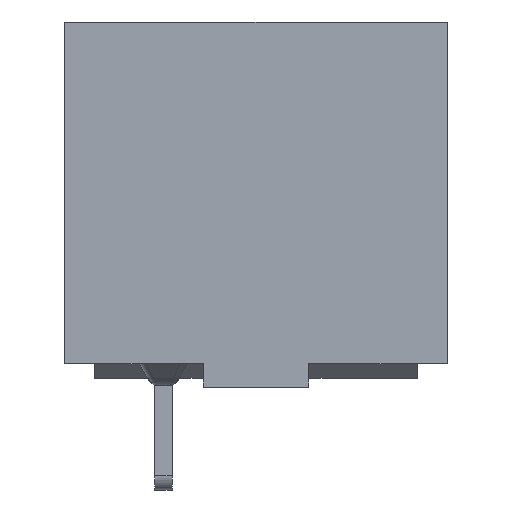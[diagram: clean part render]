
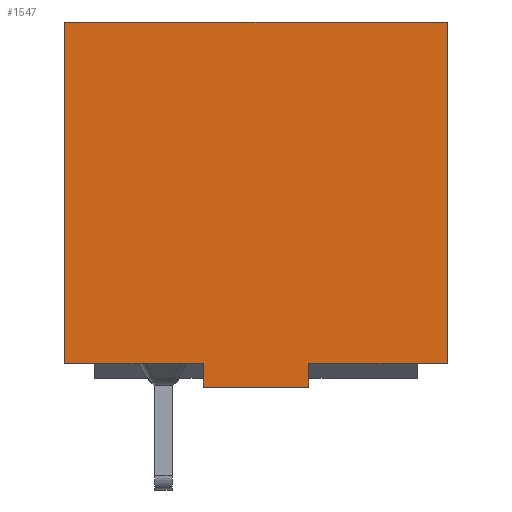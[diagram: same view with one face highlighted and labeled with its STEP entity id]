
A CAD part, front view. The second image highlights one B-rep face of the part: STEP entity #1547.
In plain terms, the highlighted planar face has unit normal (0, -1, 0).
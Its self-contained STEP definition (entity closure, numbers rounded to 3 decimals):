
#810 = VERTEX_POINT('',#811);
#811 = CARTESIAN_POINT('',(-8.255,-13.094,1.116));
#817 = EDGE_CURVE('',#810,#818,#820,.T.);
#818 = VERTEX_POINT('',#819);
#819 = CARTESIAN_POINT('',(-2.286,-13.094,1.116));
#820 = LINE('',#821,#822);
#821 = CARTESIAN_POINT('',(-8.255,-13.094,1.116));
#822 = VECTOR('',#823,1.);
#823 = DIRECTION('',(1.,0.,0.));
#1214 = EDGE_CURVE('',#1215,#818,#1217,.T.);
#1215 = VERTEX_POINT('',#1216);
#1216 = CARTESIAN_POINT('',(-2.286,-13.094,0.1));
#1217 = LINE('',#1218,#1219);
#1218 = CARTESIAN_POINT('',(-2.286,-13.094,0.1));
#1219 = VECTOR('',#1220,1.);
#1220 = DIRECTION('',(0.,0.,1.));
#1547 = ADVANCED_FACE('',(#1548),#1598,.T.);
#1548 = FACE_BOUND('',#1549,.F.);
#1549 = EDGE_LOOP('',(#1550,#1551,#1559,#1567,#1575,#1583,#1591,#1597));
#1550 = ORIENTED_EDGE('',*,*,#817,.F.);
#1551 = ORIENTED_EDGE('',*,*,#1552,.T.);
#1552 = EDGE_CURVE('',#810,#1553,#1555,.T.);
#1553 = VERTEX_POINT('',#1554);
#1554 = CARTESIAN_POINT('',(-8.255,-13.094,15.873));
#1555 = LINE('',#1556,#1557);
#1556 = CARTESIAN_POINT('',(-8.255,-13.094,1.116));
#1557 = VECTOR('',#1558,1.);
#1558 = DIRECTION('',(0.,0.,1.));
#1559 = ORIENTED_EDGE('',*,*,#1560,.T.);
#1560 = EDGE_CURVE('',#1553,#1561,#1563,.T.);
#1561 = VERTEX_POINT('',#1562);
#1562 = CARTESIAN_POINT('',(8.255,-13.094,15.873));
#1563 = LINE('',#1564,#1565);
#1564 = CARTESIAN_POINT('',(-8.255,-13.094,15.873));
#1565 = VECTOR('',#1566,1.);
#1566 = DIRECTION('',(1.,0.,0.));
#1567 = ORIENTED_EDGE('',*,*,#1568,.F.);
#1568 = EDGE_CURVE('',#1569,#1561,#1571,.T.);
#1569 = VERTEX_POINT('',#1570);
#1570 = CARTESIAN_POINT('',(8.255,-13.094,1.116));
#1571 = LINE('',#1572,#1573);
#1572 = CARTESIAN_POINT('',(8.255,-13.094,1.116));
#1573 = VECTOR('',#1574,1.);
#1574 = DIRECTION('',(0.,0.,1.));
#1575 = ORIENTED_EDGE('',*,*,#1576,.T.);
#1576 = EDGE_CURVE('',#1569,#1577,#1579,.T.);
#1577 = VERTEX_POINT('',#1578);
#1578 = CARTESIAN_POINT('',(2.286,-13.094,1.116));
#1579 = LINE('',#1580,#1581);
#1580 = CARTESIAN_POINT('',(8.255,-13.094,1.116));
#1581 = VECTOR('',#1582,1.);
#1582 = DIRECTION('',(-1.,0.,0.));
#1583 = ORIENTED_EDGE('',*,*,#1584,.F.);
#1584 = EDGE_CURVE('',#1585,#1577,#1587,.T.);
#1585 = VERTEX_POINT('',#1586);
#1586 = CARTESIAN_POINT('',(2.286,-13.094,0.1));
#1587 = LINE('',#1588,#1589);
#1588 = CARTESIAN_POINT('',(2.286,-13.094,0.1));
#1589 = VECTOR('',#1590,1.);
#1590 = DIRECTION('',(0.,0.,1.));
#1591 = ORIENTED_EDGE('',*,*,#1592,.F.);
#1592 = EDGE_CURVE('',#1215,#1585,#1593,.T.);
#1593 = LINE('',#1594,#1595);
#1594 = CARTESIAN_POINT('',(-2.286,-13.094,0.1));
#1595 = VECTOR('',#1596,1.);
#1596 = DIRECTION('',(1.,0.,0.));
#1597 = ORIENTED_EDGE('',*,*,#1214,.T.);
#1598 = PLANE('',#1599);
#1599 = AXIS2_PLACEMENT_3D('',#1600,#1601,#1602);
#1600 = CARTESIAN_POINT('',(-8.255,-13.094,0.1));
#1601 = DIRECTION('',(0.,-1.,0.));
#1602 = DIRECTION('',(1.,0.,0.));
